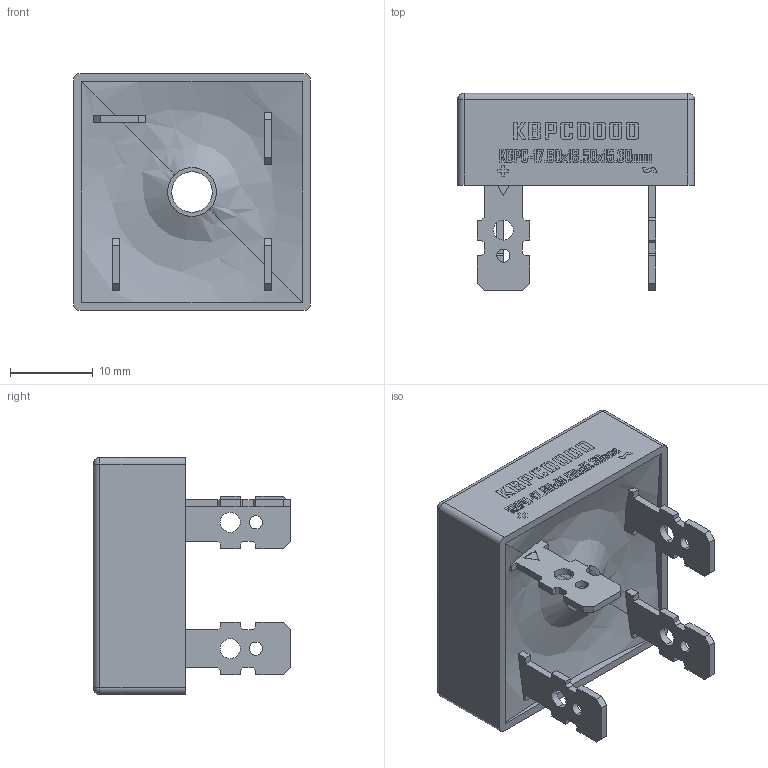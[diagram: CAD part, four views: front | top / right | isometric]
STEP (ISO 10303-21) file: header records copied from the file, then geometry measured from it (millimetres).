
FILE_DESCRIPTION (( 'STEP AP214' ), '1' );
FILE_NAME ('KBPC_Max_Size_rev1.1.STEP', '2023-03-13T19:38:37', ( '' ), ( '' ), 'SwSTEP 2.0', 'SolidWorks 2020', '' );
FILE_SCHEMA (( 'AUTOMOTIVE_DESIGN' ));
Length unit declared in the file: millimetre
Products named in the file (1): KBPC_Max_Size_rev1.1
Bounding box: 28.7 x 23.9 x 28.7 mm (x, y, z)
Volume: 8299 mm3; surface area: 3806.2 mm2
Topology: 1 solids, 1 shells, 665 faces, 1815 edges, 1202 vertices
Faces by surface type: plane 532, bspline 99, cylinder 28, sphere 4, torus 2
Entity records: 30555 total; most frequent: CARTESIAN_POINT 7508, ORIENTED_EDGE 3622, DIRECTION 2785, EDGE_CURVE 1811, VECTOR 1527, LINE 1527, VERTEX_POINT 1202, EDGE_LOOP 737
